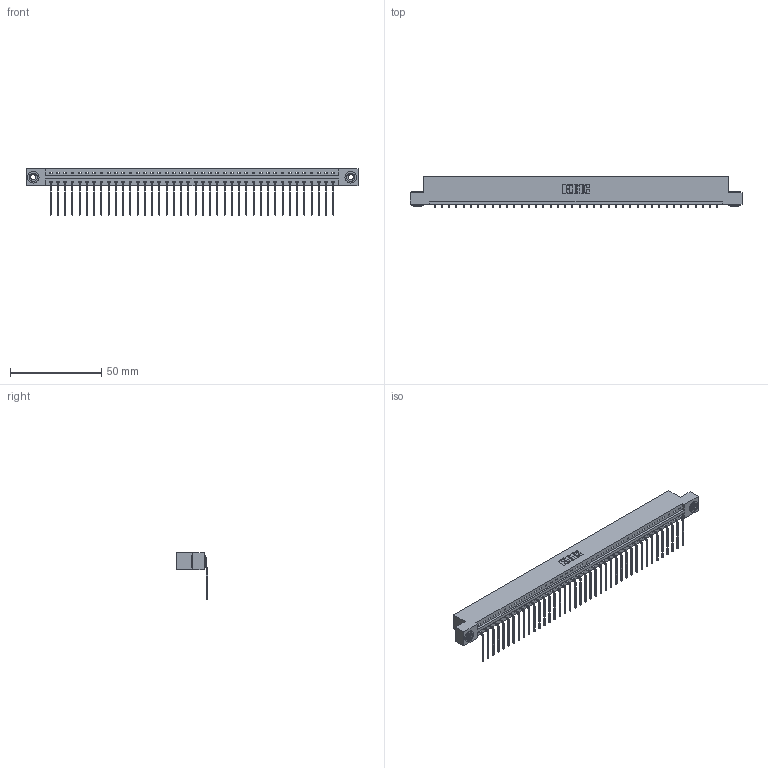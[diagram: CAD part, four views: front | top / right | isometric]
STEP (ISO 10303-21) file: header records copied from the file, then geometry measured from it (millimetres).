
FILE_DESCRIPTION (( 'STEP AP203' ), '1' );
FILE_NAME ('337-040-559-103.STEP', '2018-08-08T20:42:44', ( '' ), ( '' ), 'SwSTEP 2.0', 'SolidWorks 2016', '' );
FILE_SCHEMA (( 'CONFIG_CONTROL_DESIGN' ));
Length unit declared in the file: inch
Products named in the file (4): 345-292-001_558 559 Tail - 1; 345-250-002_345-250-002-102; 337-040-559-103; 337 Part_Flush Mounting Lugs - 0.156 Dia-TH
Assembly tree (43 placements, depth 2):
  337-040-559-103
    337 Part_Flush Mounting Lugs - 0.156 Dia-TH
    345-292-001_558 559 Tail - 1  x40
    345-250-002_345-250-002-102  x2
Bounding box: 181.51 x 17.09 x 25.53 mm (x, y, z)
Volume: 18992.4 mm3; surface area: 20666.2 mm2
Topology: 43 solids, 43 shells, 2712 faces, 8147 edges, 5374 vertices
Faces by surface type: plane 2000, cylinder 704, cone 8
Entity records: 30726 total; most frequent: CARTESIAN_POINT 5329, ORIENTED_EDGE 5298, DIRECTION 4523, EDGE_CURVE 2649, LINE 2497, VECTOR 2497, VERTEX_POINT 1762, AXIS2_PLACEMENT_3D 1013
